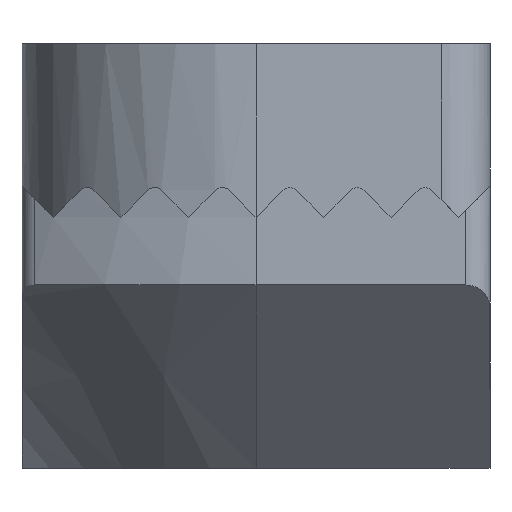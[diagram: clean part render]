
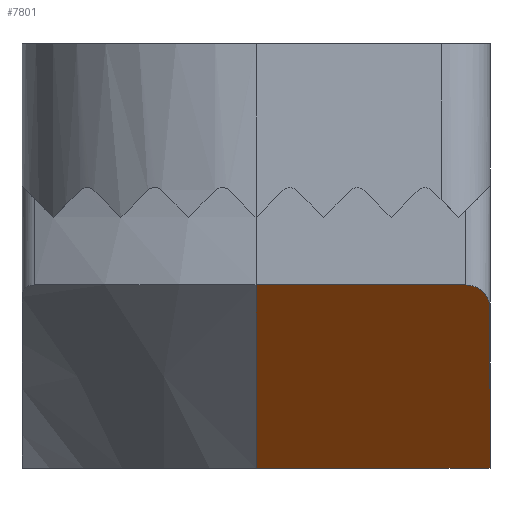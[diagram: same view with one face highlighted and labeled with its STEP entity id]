
A CAD part, left-side view. The second image highlights one B-rep face of the part: STEP entity #7801.
In plain terms, the highlighted planar face has unit normal (-0.707, 0, -0.707).
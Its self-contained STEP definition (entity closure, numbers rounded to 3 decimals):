
#1014 = PLANE('',#1015);
#1015 = AXIS2_PLACEMENT_3D('',#1016,#1017,#1018);
#1016 = CARTESIAN_POINT('',(-9.5,0.,5.9));
#1017 = DIRECTION('',(1.,0.,-0.));
#1018 = DIRECTION('',(0.,1.,0.));
#1135 = PLANE('',#1136);
#1136 = AXIS2_PLACEMENT_3D('',#1137,#1138,#1139);
#1137 = CARTESIAN_POINT('',(0.,0.,0.));
#1138 = DIRECTION('',(0.,0.,1.));
#1139 = DIRECTION('',(1.,0.,-0.));
#2330 = CYLINDRICAL_SURFACE('',#2331,0.5);
#2331 = AXIS2_PLACEMENT_3D('',#2332,#2333,#2334);
#2332 = CARTESIAN_POINT('',(-9.,-4.35,5.9));
#2333 = DIRECTION('',(0.,0.,1.));
#2334 = DIRECTION('',(-1.,0.,0.));
#2380 = PLANE('',#2381);
#2381 = AXIS2_PLACEMENT_3D('',#2382,#2383,#2384);
#2382 = CARTESIAN_POINT('',(-9.5,-4.85,5.9));
#2383 = DIRECTION('',(-0.,1.,0.));
#2384 = DIRECTION('',(1.,0.,0.));
#5418 = CONICAL_SURFACE('',#5419,9.5,0.785);
#5419 = AXIS2_PLACEMENT_3D('',#5420,#5421,#5422);
#5420 = CARTESIAN_POINT('',(0.,0.,3.8));
#5421 = DIRECTION('',(-0.,-0.,1.));
#5422 = DIRECTION('',(1.,0.,0.));
#5523 = VERTEX_POINT('',#5524);
#5524 = CARTESIAN_POINT('',(-9.5,0.,3.8));
#5582 = EDGE_CURVE('',#5523,#5583,#5585,.T.);
#5583 = VERTEX_POINT('',#5584);
#5584 = CARTESIAN_POINT('',(-9.5,-4.35,3.8));
#5585 = SURFACE_CURVE('',#5586,(#5590,#5597),.PCURVE_S1.);
#5586 = LINE('',#5587,#5588);
#5587 = CARTESIAN_POINT('',(-9.5,0.,3.8));
#5588 = VECTOR('',#5589,1.);
#5589 = DIRECTION('',(0.,-1.,0.));
#5590 = PCURVE('',#1014,#5591);
#5591 = DEFINITIONAL_REPRESENTATION('',(#5592),#5596);
#5592 = LINE('',#5593,#5594);
#5593 = CARTESIAN_POINT('',(0.,-2.1));
#5594 = VECTOR('',#5595,1.);
#5595 = DIRECTION('',(-1.,0.));
#5596 = ( GEOMETRIC_REPRESENTATION_CONTEXT(2) 
PARAMETRIC_REPRESENTATION_CONTEXT() REPRESENTATION_CONTEXT('2D SPACE',''
  ) );
#5597 = PCURVE('',#5598,#5603);
#5598 = PLANE('',#5599);
#5599 = AXIS2_PLACEMENT_3D('',#5600,#5601,#5602);
#5600 = CARTESIAN_POINT('',(-9.5,0.,3.8));
#5601 = DIRECTION('',(0.707,0.,0.707));
#5602 = DIRECTION('',(0.,-1.,0.));
#5603 = DEFINITIONAL_REPRESENTATION('',(#5604),#5608);
#5604 = LINE('',#5605,#5606);
#5605 = CARTESIAN_POINT('',(0.,0.));
#5606 = VECTOR('',#5607,1.);
#5607 = DIRECTION('',(1.,0.));
#5608 = ( GEOMETRIC_REPRESENTATION_CONTEXT(2) 
PARAMETRIC_REPRESENTATION_CONTEXT() REPRESENTATION_CONTEXT('2D SPACE',''
  ) );
#5696 = VERTEX_POINT('',#5697);
#5697 = CARTESIAN_POINT('',(-9.,-4.85,3.3));
#5718 = EDGE_CURVE('',#5696,#5719,#5721,.T.);
#5719 = VERTEX_POINT('',#5720);
#5720 = CARTESIAN_POINT('',(-5.7,-4.85,0.));
#5721 = SURFACE_CURVE('',#5722,(#5726,#5733),.PCURVE_S1.);
#5722 = LINE('',#5723,#5724);
#5723 = CARTESIAN_POINT('',(-9.5,-4.85,3.8));
#5724 = VECTOR('',#5725,1.);
#5725 = DIRECTION('',(0.707,-0.,-0.707));
#5726 = PCURVE('',#2380,#5727);
#5727 = DEFINITIONAL_REPRESENTATION('',(#5728),#5732);
#5728 = LINE('',#5729,#5730);
#5729 = CARTESIAN_POINT('',(0.,2.1));
#5730 = VECTOR('',#5731,1.);
#5731 = DIRECTION('',(0.707,0.707));
#5732 = ( GEOMETRIC_REPRESENTATION_CONTEXT(2) 
PARAMETRIC_REPRESENTATION_CONTEXT() REPRESENTATION_CONTEXT('2D SPACE',''
  ) );
#5733 = PCURVE('',#5598,#5734);
#5734 = DEFINITIONAL_REPRESENTATION('',(#5735),#5739);
#5735 = LINE('',#5736,#5737);
#5736 = CARTESIAN_POINT('',(4.85,0.));
#5737 = VECTOR('',#5738,1.);
#5738 = DIRECTION('',(0.,1.));
#5739 = ( GEOMETRIC_REPRESENTATION_CONTEXT(2) 
PARAMETRIC_REPRESENTATION_CONTEXT() REPRESENTATION_CONTEXT('2D SPACE',''
  ) );
#5939 = EDGE_CURVE('',#5719,#5940,#5942,.T.);
#5940 = VERTEX_POINT('',#5941);
#5941 = CARTESIAN_POINT('',(-5.7,0.,0.));
#5942 = SURFACE_CURVE('',#5943,(#5947,#5954),.PCURVE_S1.);
#5943 = LINE('',#5944,#5945);
#5944 = CARTESIAN_POINT('',(-5.7,0.,0.));
#5945 = VECTOR('',#5946,1.);
#5946 = DIRECTION('',(-0.,1.,0.));
#5947 = PCURVE('',#1135,#5948);
#5948 = DEFINITIONAL_REPRESENTATION('',(#5949),#5953);
#5949 = LINE('',#5950,#5951);
#5950 = CARTESIAN_POINT('',(-5.7,0.));
#5951 = VECTOR('',#5952,1.);
#5952 = DIRECTION('',(0.,1.));
#5953 = ( GEOMETRIC_REPRESENTATION_CONTEXT(2) 
PARAMETRIC_REPRESENTATION_CONTEXT() REPRESENTATION_CONTEXT('2D SPACE',''
  ) );
#5954 = PCURVE('',#5598,#5955);
#5955 = DEFINITIONAL_REPRESENTATION('',(#5956),#5960);
#5956 = LINE('',#5957,#5958);
#5957 = CARTESIAN_POINT('',(0.,5.374));
#5958 = VECTOR('',#5959,1.);
#5959 = DIRECTION('',(-1.,0.));
#5960 = ( GEOMETRIC_REPRESENTATION_CONTEXT(2) 
PARAMETRIC_REPRESENTATION_CONTEXT() REPRESENTATION_CONTEXT('2D SPACE',''
  ) );
#7801 = ADVANCED_FACE('',(#7802),#5598,.F.);
#7802 = FACE_BOUND('',#7803,.T.);
#7803 = EDGE_LOOP('',(#7804,#7805,#7850,#7851,#7872));
#7804 = ORIENTED_EDGE('',*,*,#5718,.F.);
#7805 = ORIENTED_EDGE('',*,*,#7806,.T.);
#7806 = EDGE_CURVE('',#5696,#5583,#7807,.T.);
#7807 = SURFACE_CURVE('',#7808,(#7813,#7821),.PCURVE_S1.);
#7808 = ( BOUNDED_CURVE() B_SPLINE_CURVE(3,(#7809,#7810,#7811,#7812),
.UNSPECIFIED.,.F.,.F.) B_SPLINE_CURVE_WITH_KNOTS((4,4),(1.571,
3.142),.PIECEWISE_BEZIER_KNOTS.) CURVE() 
GEOMETRIC_REPRESENTATION_ITEM() RATIONAL_B_SPLINE_CURVE((1.,
0.805,0.805,1.)) REPRESENTATION_ITEM('') );
#7809 = CARTESIAN_POINT('',(-9.,-4.85,3.3));
#7810 = CARTESIAN_POINT('',(-9.293,-4.85,3.593));
#7811 = CARTESIAN_POINT('',(-9.5,-4.643,3.8));
#7812 = CARTESIAN_POINT('',(-9.5,-4.35,3.8));
#7813 = PCURVE('',#5598,#7814);
#7814 = DEFINITIONAL_REPRESENTATION('',(#7815),#7820);
#7815 = ( BOUNDED_CURVE() B_SPLINE_CURVE(3,(#7816,#7817,#7818,#7819),
.UNSPECIFIED.,.F.,.F.) B_SPLINE_CURVE_WITH_KNOTS((4,4),(1.571,
3.142),.PIECEWISE_BEZIER_KNOTS.) CURVE() 
GEOMETRIC_REPRESENTATION_ITEM() RATIONAL_B_SPLINE_CURVE((1.,
0.805,0.805,1.)) REPRESENTATION_ITEM('') );
#7816 = CARTESIAN_POINT('',(4.85,0.707));
#7817 = CARTESIAN_POINT('',(4.85,0.293));
#7818 = CARTESIAN_POINT('',(4.643,0.));
#7819 = CARTESIAN_POINT('',(4.35,0.));
#7820 = ( GEOMETRIC_REPRESENTATION_CONTEXT(2) 
PARAMETRIC_REPRESENTATION_CONTEXT() REPRESENTATION_CONTEXT('2D SPACE',''
  ) );
#7821 = PCURVE('',#2330,#7822);
#7822 = DEFINITIONAL_REPRESENTATION('',(#7823),#7849);
#7823 = B_SPLINE_CURVE_WITH_KNOTS('',3,(#7824,#7825,#7826,#7827,#7828,
    #7829,#7830,#7831,#7832,#7833,#7834,#7835,#7836,#7837,#7838,#7839,
    #7840,#7841,#7842,#7843,#7844,#7845,#7846,#7847,#7848),
  .UNSPECIFIED.,.F.,.F.,(4,1,1,1,1,1,1,1,1,1,1,1,1,1,1,1,1,1,1,1,1,1,4),
  (1.571,1.642,1.714,1.785,
    1.856,1.928,1.999,2.071,
    2.142,2.213,2.285,2.356,
    2.428,2.499,2.57,2.642,
    2.713,2.785,2.856,2.927,
    2.999,3.07,3.142),.QUASI_UNIFORM_KNOTS.);
#7824 = CARTESIAN_POINT('',(1.571,-2.6));
#7825 = CARTESIAN_POINT('',(1.549,-2.589));
#7826 = CARTESIAN_POINT('',(1.506,-2.568));
#7827 = CARTESIAN_POINT('',(1.439,-2.534));
#7828 = CARTESIAN_POINT('',(1.371,-2.501));
#7829 = CARTESIAN_POINT('',(1.301,-2.467));
#7830 = CARTESIAN_POINT('',(1.23,-2.433));
#7831 = CARTESIAN_POINT('',(1.158,-2.399));
#7832 = CARTESIAN_POINT('',(1.085,-2.366));
#7833 = CARTESIAN_POINT('',(1.01,-2.334));
#7834 = CARTESIAN_POINT('',(0.936,-2.303));
#7835 = CARTESIAN_POINT('',(0.861,-2.274));
#7836 = CARTESIAN_POINT('',(0.785,-2.246));
#7837 = CARTESIAN_POINT('',(0.71,-2.22));
#7838 = CARTESIAN_POINT('',(0.635,-2.197));
#7839 = CARTESIAN_POINT('',(0.56,-2.176));
#7840 = CARTESIAN_POINT('',(0.486,-2.158));
#7841 = CARTESIAN_POINT('',(0.413,-2.142));
#7842 = CARTESIAN_POINT('',(0.341,-2.128));
#7843 = CARTESIAN_POINT('',(0.27,-2.118));
#7844 = CARTESIAN_POINT('',(0.2,-2.11));
#7845 = CARTESIAN_POINT('',(0.132,-2.104));
#7846 = CARTESIAN_POINT('',(0.065,-2.101));
#7847 = CARTESIAN_POINT('',(0.021,-2.1));
#7848 = CARTESIAN_POINT('',(0.,-2.1));
#7849 = ( GEOMETRIC_REPRESENTATION_CONTEXT(2) 
PARAMETRIC_REPRESENTATION_CONTEXT() REPRESENTATION_CONTEXT('2D SPACE',''
  ) );
#7850 = ORIENTED_EDGE('',*,*,#5582,.F.);
#7851 = ORIENTED_EDGE('',*,*,#7852,.F.);
#7852 = EDGE_CURVE('',#5940,#5523,#7853,.T.);
#7853 = SURFACE_CURVE('',#7854,(#7858,#7865),.PCURVE_S1.);
#7854 = LINE('',#7855,#7856);
#7855 = CARTESIAN_POINT('',(-5.7,0.,0.));
#7856 = VECTOR('',#7857,1.);
#7857 = DIRECTION('',(-0.707,0.,0.707
    ));
#7858 = PCURVE('',#5598,#7859);
#7859 = DEFINITIONAL_REPRESENTATION('',(#7860),#7864);
#7860 = LINE('',#7861,#7862);
#7861 = CARTESIAN_POINT('',(0.,5.374));
#7862 = VECTOR('',#7863,1.);
#7863 = DIRECTION('',(0.,-1.));
#7864 = ( GEOMETRIC_REPRESENTATION_CONTEXT(2) 
PARAMETRIC_REPRESENTATION_CONTEXT() REPRESENTATION_CONTEXT('2D SPACE',''
  ) );
#7865 = PCURVE('',#5418,#7866);
#7866 = DEFINITIONAL_REPRESENTATION('',(#7867),#7871);
#7867 = LINE('',#7868,#7869);
#7868 = CARTESIAN_POINT('',(3.142,-3.8));
#7869 = VECTOR('',#7870,1.);
#7870 = DIRECTION('',(0.,1.));
#7871 = ( GEOMETRIC_REPRESENTATION_CONTEXT(2) 
PARAMETRIC_REPRESENTATION_CONTEXT() REPRESENTATION_CONTEXT('2D SPACE',''
  ) );
#7872 = ORIENTED_EDGE('',*,*,#5939,.F.);
